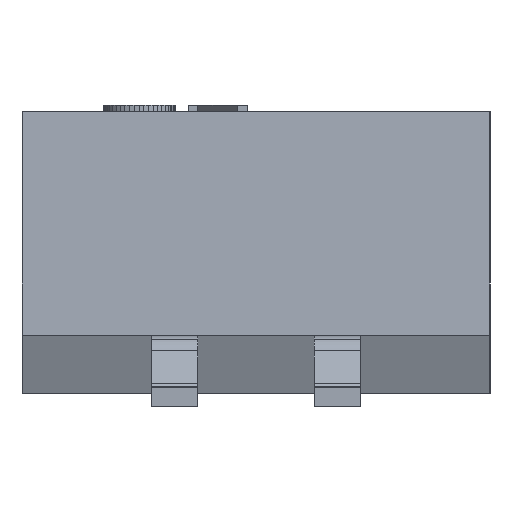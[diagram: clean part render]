
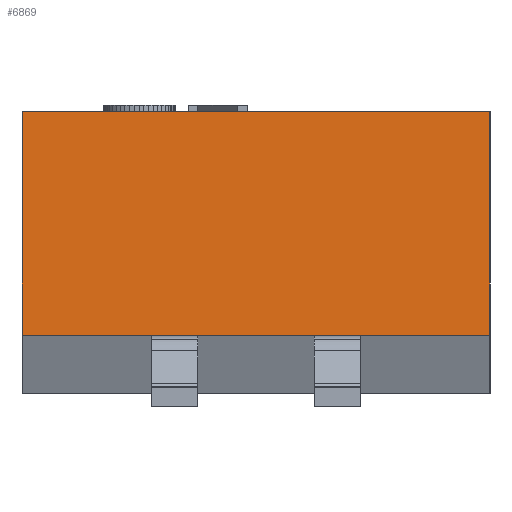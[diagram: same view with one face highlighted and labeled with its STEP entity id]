
A CAD part, left-side view. The second image highlights one B-rep face of the part: STEP entity #6869.
In plain terms, the highlighted planar face has unit normal (-0.999, 0, 0.052).
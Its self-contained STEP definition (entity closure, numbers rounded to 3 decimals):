
#6743=CARTESIAN_POINT('',(-3.008,-1.831,2.312));
#6744=VERTEX_POINT('',#6743);
#6751=CARTESIAN_POINT('',(-3.1,-1.831,0.562));
#6752=VERTEX_POINT('',#6751);
#6753=CARTESIAN_POINT('',(-3.008,-1.831,2.312));
#6754=DIRECTION('',(-0.052,0.0,-0.999));
#6755=VECTOR('',#6754,1.752);
#6756=LINE('',#6753,#6755);
#6757=EDGE_CURVE('',#6744,#6752,#6756,.T.);
#6799=CARTESIAN_POINT('',(-3.008,1.829,2.312));
#6800=VERTEX_POINT('',#6799);
#6831=CARTESIAN_POINT('',(-3.1,1.829,0.562));
#6832=VERTEX_POINT('',#6831);
#6839=CARTESIAN_POINT('',(-3.008,1.829,2.312));
#6840=DIRECTION('',(-0.052,0.0,-0.999));
#6841=VECTOR('',#6840,1.752);
#6842=LINE('',#6839,#6841);
#6843=EDGE_CURVE('',#6800,#6832,#6842,.T.);
#6848=CARTESIAN_POINT('',(-3.008,-5.641,2.312));
#6849=DIRECTION('',(-0.999,0.0,0.052));
#6850=DIRECTION('',(0.052,0.0,0.999));
#6851=AXIS2_PLACEMENT_3D('',#6848,#6849,#6850);
#6852=PLANE('',#6851);
#6853=ORIENTED_EDGE('',*,*,#6843,.T.);
#6854=CARTESIAN_POINT('',(-3.1,-1.831,0.562));
#6855=DIRECTION('',(0.0,1.0,0.0));
#6856=VECTOR('',#6855,3.66);
#6857=LINE('',#6854,#6856);
#6858=EDGE_CURVE('',#6752,#6832,#6857,.T.);
#6859=ORIENTED_EDGE('',*,*,#6858,.F.);
#6860=ORIENTED_EDGE('',*,*,#6757,.F.);
#6861=CARTESIAN_POINT('',(-3.008,-1.831,2.312));
#6862=DIRECTION('',(0.0,1.0,0.0));
#6863=VECTOR('',#6862,3.66);
#6864=LINE('',#6861,#6863);
#6865=EDGE_CURVE('',#6744,#6800,#6864,.T.);
#6866=ORIENTED_EDGE('',*,*,#6865,.T.);
#6867=EDGE_LOOP('',(#6853,#6859,#6860,#6866));
#6868=FACE_OUTER_BOUND('',#6867,.T.);
#6869=ADVANCED_FACE('',(#6868),#6852,.T.);
